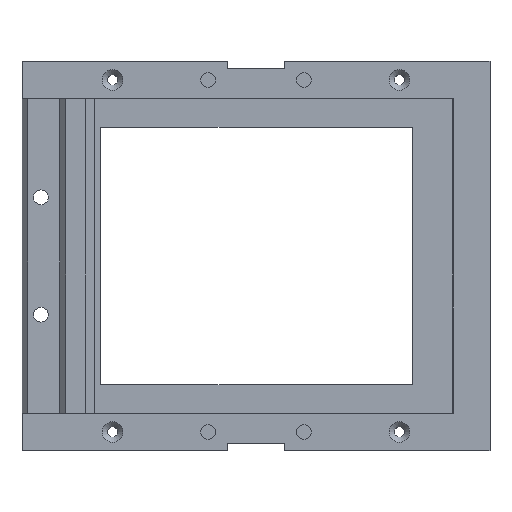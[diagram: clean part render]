
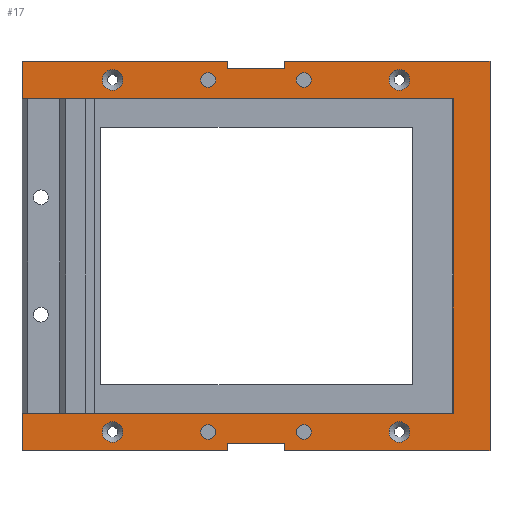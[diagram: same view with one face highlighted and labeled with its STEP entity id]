
A CAD part, top view. The second image highlights one B-rep face of the part: STEP entity #17.
In plain terms, the highlighted planar face has unit normal (0, 0, 1).
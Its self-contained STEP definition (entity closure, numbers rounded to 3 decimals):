
#17 = ADVANCED_FACE('',(#18,#164,#175,#186,#197,#208,#219,#230,#241),
  #252,.T.);
#18 = FACE_BOUND('',#19,.T.);
#19 = EDGE_LOOP('',(#20,#30,#38,#46,#54,#62,#70,#78,#86,#94,#102,#110,
    #118,#126,#134,#142,#150,#158));
#20 = ORIENTED_EDGE('',*,*,#21,.F.);
#21 = EDGE_CURVE('',#22,#24,#26,.T.);
#22 = VERTEX_POINT('',#23);
#23 = CARTESIAN_POINT('',(90.205,75.305,18.4));
#24 = VERTEX_POINT('',#25);
#25 = CARTESIAN_POINT('',(90.205,-75.305,18.4));
#26 = LINE('',#27,#28);
#27 = CARTESIAN_POINT('',(90.205,75.305,18.4));
#28 = VECTOR('',#29,1.);
#29 = DIRECTION('',(0.,-1.,0.));
#30 = ORIENTED_EDGE('',*,*,#31,.T.);
#31 = EDGE_CURVE('',#22,#32,#34,.T.);
#32 = VERTEX_POINT('',#33);
#33 = CARTESIAN_POINT('',(11.,75.305,18.4));
#34 = LINE('',#35,#36);
#35 = CARTESIAN_POINT('',(90.205,75.305,18.4));
#36 = VECTOR('',#37,1.);
#37 = DIRECTION('',(-1.,0.,0.));
#38 = ORIENTED_EDGE('',*,*,#39,.T.);
#39 = EDGE_CURVE('',#32,#40,#42,.T.);
#40 = VERTEX_POINT('',#41);
#41 = CARTESIAN_POINT('',(11.,72.305,18.4));
#42 = LINE('',#43,#44);
#43 = CARTESIAN_POINT('',(11.,75.305,18.4));
#44 = VECTOR('',#45,1.);
#45 = DIRECTION('',(0.,-1.,0.));
#46 = ORIENTED_EDGE('',*,*,#47,.T.);
#47 = EDGE_CURVE('',#40,#48,#50,.T.);
#48 = VERTEX_POINT('',#49);
#49 = CARTESIAN_POINT('',(-11.4,72.305,18.4));
#50 = LINE('',#51,#52);
#51 = CARTESIAN_POINT('',(11.,72.305,18.4));
#52 = VECTOR('',#53,1.);
#53 = DIRECTION('',(-1.,0.,0.));
#54 = ORIENTED_EDGE('',*,*,#55,.F.);
#55 = EDGE_CURVE('',#56,#48,#58,.T.);
#56 = VERTEX_POINT('',#57);
#57 = CARTESIAN_POINT('',(-11.4,75.305,18.4));
#58 = LINE('',#59,#60);
#59 = CARTESIAN_POINT('',(-11.4,75.305,18.4));
#60 = VECTOR('',#61,1.);
#61 = DIRECTION('',(0.,-1.,0.));
#62 = ORIENTED_EDGE('',*,*,#63,.T.);
#63 = EDGE_CURVE('',#56,#64,#66,.T.);
#64 = VERTEX_POINT('',#65);
#65 = CARTESIAN_POINT('',(-90.605,75.305,18.4));
#66 = LINE('',#67,#68);
#67 = CARTESIAN_POINT('',(90.205,75.305,18.4));
#68 = VECTOR('',#69,1.);
#69 = DIRECTION('',(-1.,0.,0.));
#70 = ORIENTED_EDGE('',*,*,#71,.F.);
#71 = EDGE_CURVE('',#72,#64,#74,.T.);
#72 = VERTEX_POINT('',#73);
#73 = CARTESIAN_POINT('',(-90.605,60.705,18.4));
#74 = LINE('',#75,#76);
#75 = CARTESIAN_POINT('',(-90.605,60.705,18.4));
#76 = VECTOR('',#77,1.);
#77 = DIRECTION('',(0.,1.,0.));
#78 = ORIENTED_EDGE('',*,*,#79,.F.);
#79 = EDGE_CURVE('',#80,#72,#82,.T.);
#80 = VERTEX_POINT('',#81);
#81 = CARTESIAN_POINT('',(75.605,60.705,18.4));
#82 = LINE('',#83,#84);
#83 = CARTESIAN_POINT('',(75.605,60.705,18.4));
#84 = VECTOR('',#85,1.);
#85 = DIRECTION('',(-1.,0.,0.));
#86 = ORIENTED_EDGE('',*,*,#87,.T.);
#87 = EDGE_CURVE('',#80,#88,#90,.T.);
#88 = VERTEX_POINT('',#89);
#89 = CARTESIAN_POINT('',(76.005,60.705,18.4));
#90 = LINE('',#91,#92);
#91 = CARTESIAN_POINT('',(75.605,60.705,18.4));
#92 = VECTOR('',#93,1.);
#93 = DIRECTION('',(1.,0.,0.));
#94 = ORIENTED_EDGE('',*,*,#95,.T.);
#95 = EDGE_CURVE('',#88,#96,#98,.T.);
#96 = VERTEX_POINT('',#97);
#97 = CARTESIAN_POINT('',(76.005,-60.705,18.4));
#98 = LINE('',#99,#100);
#99 = CARTESIAN_POINT('',(76.005,60.705,18.4));
#100 = VECTOR('',#101,1.);
#101 = DIRECTION('',(0.,-1.,0.));
#102 = ORIENTED_EDGE('',*,*,#103,.T.);
#103 = EDGE_CURVE('',#96,#104,#106,.T.);
#104 = VERTEX_POINT('',#105);
#105 = CARTESIAN_POINT('',(75.605,-60.705,18.4));
#106 = LINE('',#107,#108);
#107 = CARTESIAN_POINT('',(76.005,-60.705,18.4));
#108 = VECTOR('',#109,1.);
#109 = DIRECTION('',(-1.,0.,0.));
#110 = ORIENTED_EDGE('',*,*,#111,.F.);
#111 = EDGE_CURVE('',#112,#104,#114,.T.);
#112 = VERTEX_POINT('',#113);
#113 = CARTESIAN_POINT('',(-90.605,-60.705,18.4));
#114 = LINE('',#115,#116);
#115 = CARTESIAN_POINT('',(-90.605,-60.705,18.4));
#116 = VECTOR('',#117,1.);
#117 = DIRECTION('',(1.,0.,0.));
#118 = ORIENTED_EDGE('',*,*,#119,.F.);
#119 = EDGE_CURVE('',#120,#112,#122,.T.);
#120 = VERTEX_POINT('',#121);
#121 = CARTESIAN_POINT('',(-90.605,-75.305,18.4));
#122 = LINE('',#123,#124);
#123 = CARTESIAN_POINT('',(-90.605,-75.705,18.4));
#124 = VECTOR('',#125,1.);
#125 = DIRECTION('',(0.,1.,0.));
#126 = ORIENTED_EDGE('',*,*,#127,.F.);
#127 = EDGE_CURVE('',#128,#120,#130,.T.);
#128 = VERTEX_POINT('',#129);
#129 = CARTESIAN_POINT('',(-11.4,-75.305,18.4));
#130 = LINE('',#131,#132);
#131 = CARTESIAN_POINT('',(90.205,-75.305,18.4));
#132 = VECTOR('',#133,1.);
#133 = DIRECTION('',(-1.,0.,0.));
#134 = ORIENTED_EDGE('',*,*,#135,.T.);
#135 = EDGE_CURVE('',#128,#136,#138,.T.);
#136 = VERTEX_POINT('',#137);
#137 = CARTESIAN_POINT('',(-11.4,-72.305,18.4));
#138 = LINE('',#139,#140);
#139 = CARTESIAN_POINT('',(-11.4,-75.305,18.4));
#140 = VECTOR('',#141,1.);
#141 = DIRECTION('',(0.,1.,0.));
#142 = ORIENTED_EDGE('',*,*,#143,.T.);
#143 = EDGE_CURVE('',#136,#144,#146,.T.);
#144 = VERTEX_POINT('',#145);
#145 = CARTESIAN_POINT('',(11.,-72.305,18.4));
#146 = LINE('',#147,#148);
#147 = CARTESIAN_POINT('',(-11.4,-72.305,18.4));
#148 = VECTOR('',#149,1.);
#149 = DIRECTION('',(1.,0.,0.));
#150 = ORIENTED_EDGE('',*,*,#151,.F.);
#151 = EDGE_CURVE('',#152,#144,#154,.T.);
#152 = VERTEX_POINT('',#153);
#153 = CARTESIAN_POINT('',(11.,-75.305,18.4));
#154 = LINE('',#155,#156);
#155 = CARTESIAN_POINT('',(11.,-75.305,18.4));
#156 = VECTOR('',#157,1.);
#157 = DIRECTION('',(0.,1.,0.));
#158 = ORIENTED_EDGE('',*,*,#159,.F.);
#159 = EDGE_CURVE('',#24,#152,#160,.T.);
#160 = LINE('',#161,#162);
#161 = CARTESIAN_POINT('',(90.205,-75.305,18.4));
#162 = VECTOR('',#163,1.);
#163 = DIRECTION('',(-1.,0.,0.));
#164 = FACE_BOUND('',#165,.T.);
#165 = EDGE_LOOP('',(#166));
#166 = ORIENTED_EDGE('',*,*,#167,.T.);
#167 = EDGE_CURVE('',#168,#168,#170,.T.);
#168 = VERTEX_POINT('',#169);
#169 = CARTESIAN_POINT('',(-51.603,-68.005,18.4));
#170 = CIRCLE('',#171,4.);
#171 = AXIS2_PLACEMENT_3D('',#172,#173,#174);
#172 = CARTESIAN_POINT('',(-55.603,-68.005,18.4));
#173 = DIRECTION('',(0.,0.,-1.));
#174 = DIRECTION('',(1.,0.,0.));
#175 = FACE_BOUND('',#176,.T.);
#176 = EDGE_LOOP('',(#177));
#177 = ORIENTED_EDGE('',*,*,#178,.F.);
#178 = EDGE_CURVE('',#179,#179,#181,.T.);
#179 = VERTEX_POINT('',#180);
#180 = CARTESIAN_POINT('',(-15.818,-68.005,18.4));
#181 = CIRCLE('',#182,2.85);
#182 = AXIS2_PLACEMENT_3D('',#183,#184,#185);
#183 = CARTESIAN_POINT('',(-18.668,-68.005,18.4));
#184 = DIRECTION('',(0.,0.,1.));
#185 = DIRECTION('',(1.,0.,0.));
#186 = FACE_BOUND('',#187,.T.);
#187 = EDGE_LOOP('',(#188));
#188 = ORIENTED_EDGE('',*,*,#189,.F.);
#189 = EDGE_CURVE('',#190,#190,#192,.T.);
#190 = VERTEX_POINT('',#191);
#191 = CARTESIAN_POINT('',(21.118,-68.005,18.4));
#192 = CIRCLE('',#193,2.85);
#193 = AXIS2_PLACEMENT_3D('',#194,#195,#196);
#194 = CARTESIAN_POINT('',(18.268,-68.005,18.4));
#195 = DIRECTION('',(0.,0.,1.));
#196 = DIRECTION('',(1.,0.,0.));
#197 = FACE_BOUND('',#198,.T.);
#198 = EDGE_LOOP('',(#199));
#199 = ORIENTED_EDGE('',*,*,#200,.T.);
#200 = EDGE_CURVE('',#201,#201,#203,.T.);
#201 = VERTEX_POINT('',#202);
#202 = CARTESIAN_POINT('',(59.203,-68.005,18.4));
#203 = CIRCLE('',#204,4.);
#204 = AXIS2_PLACEMENT_3D('',#205,#206,#207);
#205 = CARTESIAN_POINT('',(55.203,-68.005,18.4));
#206 = DIRECTION('',(0.,0.,-1.));
#207 = DIRECTION('',(1.,0.,0.));
#208 = FACE_BOUND('',#209,.T.);
#209 = EDGE_LOOP('',(#210));
#210 = ORIENTED_EDGE('',*,*,#211,.T.);
#211 = EDGE_CURVE('',#212,#212,#214,.T.);
#212 = VERTEX_POINT('',#213);
#213 = CARTESIAN_POINT('',(-51.603,68.005,18.4));
#214 = CIRCLE('',#215,4.);
#215 = AXIS2_PLACEMENT_3D('',#216,#217,#218);
#216 = CARTESIAN_POINT('',(-55.603,68.005,18.4));
#217 = DIRECTION('',(0.,0.,-1.));
#218 = DIRECTION('',(1.,0.,0.));
#219 = FACE_BOUND('',#220,.T.);
#220 = EDGE_LOOP('',(#221));
#221 = ORIENTED_EDGE('',*,*,#222,.F.);
#222 = EDGE_CURVE('',#223,#223,#225,.T.);
#223 = VERTEX_POINT('',#224);
#224 = CARTESIAN_POINT('',(-15.818,68.005,18.4));
#225 = CIRCLE('',#226,2.85);
#226 = AXIS2_PLACEMENT_3D('',#227,#228,#229);
#227 = CARTESIAN_POINT('',(-18.668,68.005,18.4));
#228 = DIRECTION('',(0.,0.,1.));
#229 = DIRECTION('',(1.,0.,0.));
#230 = FACE_BOUND('',#231,.T.);
#231 = EDGE_LOOP('',(#232));
#232 = ORIENTED_EDGE('',*,*,#233,.F.);
#233 = EDGE_CURVE('',#234,#234,#236,.T.);
#234 = VERTEX_POINT('',#235);
#235 = CARTESIAN_POINT('',(21.118,68.005,18.4));
#236 = CIRCLE('',#237,2.85);
#237 = AXIS2_PLACEMENT_3D('',#238,#239,#240);
#238 = CARTESIAN_POINT('',(18.268,68.005,18.4));
#239 = DIRECTION('',(0.,0.,1.));
#240 = DIRECTION('',(1.,0.,0.));
#241 = FACE_BOUND('',#242,.T.);
#242 = EDGE_LOOP('',(#243));
#243 = ORIENTED_EDGE('',*,*,#244,.T.);
#244 = EDGE_CURVE('',#245,#245,#247,.T.);
#245 = VERTEX_POINT('',#246);
#246 = CARTESIAN_POINT('',(59.203,68.005,18.4));
#247 = CIRCLE('',#248,4.);
#248 = AXIS2_PLACEMENT_3D('',#249,#250,#251);
#249 = CARTESIAN_POINT('',(55.203,68.005,18.4));
#250 = DIRECTION('',(0.,0.,-1.));
#251 = DIRECTION('',(1.,0.,0.));
#252 = PLANE('',#253);
#253 = AXIS2_PLACEMENT_3D('',#254,#255,#256);
#254 = CARTESIAN_POINT('',(17.728,0.,18.4));
#255 = DIRECTION('',(0.,0.,1.));
#256 = DIRECTION('',(1.,0.,0.));
